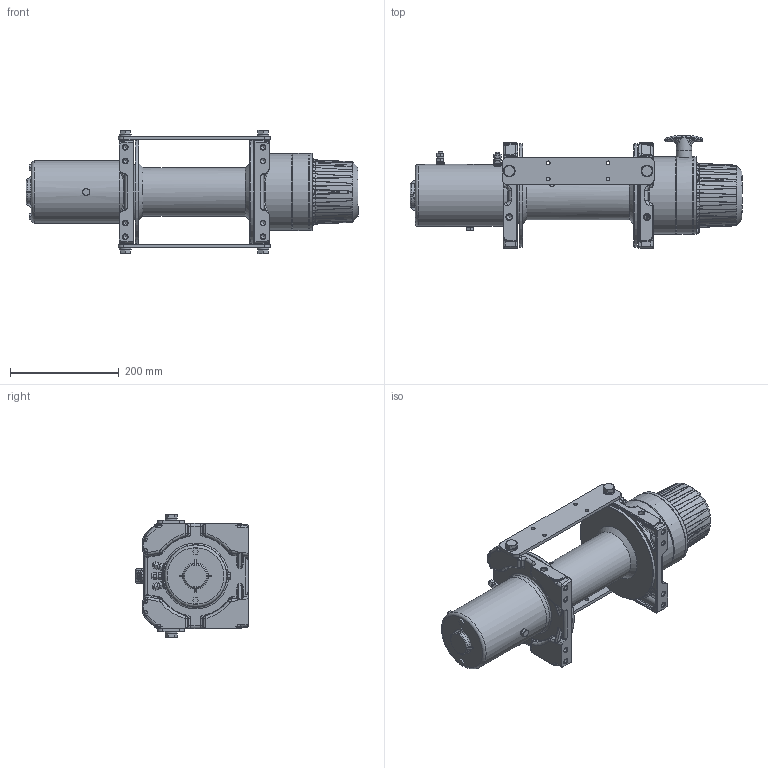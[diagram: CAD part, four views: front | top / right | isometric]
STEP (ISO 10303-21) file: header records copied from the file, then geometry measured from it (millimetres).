
FILE_DESCRIPTION(/* description */ (''),/* implementation_level */ '2;1');
FILE_NAME(/* name */ '633-515_ComeUp_Rhino8-12V.stp',/* time_stamp */ '2018-01-08T14:56:04+01:00',/* author */ ('lang1ph'),/* organization */ (''),/* preprocessor_version */ 'ST-DEVELOPER v17',/* originating_system */ 'Autodesk Inventor 2018',/* authorisation */ '');
FILE_SCHEMA (('AUTOMOTIVE_DESIGN { 1 0 10303 214 3 1 1 }'));
Products named in the file (1): 633-515_ComeUp_Rhino8-12V
Bounding box: 612 x 207 x 228 mm (x, y, z)
Volume: 4920901.1 mm3; surface area: 836451 mm2
Topology: 3 solids, 9 shells, 3398 faces, 8389 edges, 5024 vertices
Faces by surface type: bspline 1044, cylinder 868, plane 799, torus 310, cone 305, sphere 72
Full cylindrical faces by diameter (mm): 3 x1, 4.2 x9, 5 x4, 5.5 x12, 6 x1, 6.35 x2, 6.5 x1, 6.8 x8, 7 x1, 8 x3, 8.5 x11, 9 x6, 9.1 x1, 10 x1, 10.5 x4, 12 x12, 12.5 x1, 12.7 x3, 13 x5, 14 x4, 16 x4, 17 x2, 18 x1, 19 x4, 20 x2, 20.1 x8, 22 x9, 28 x1, 29 x1, 30 x1
Entity records: 289513 total; most frequent: CARTESIAN_POINT 212209, ORIENTED_EDGE 16540, DIRECTION 14530, EDGE_CURVE 8270, AXIS2_PLACEMENT_3D 6101, VERTEX_POINT 5024, EDGE_LOOP 3582, FACE_OUTER_BOUND 3398
